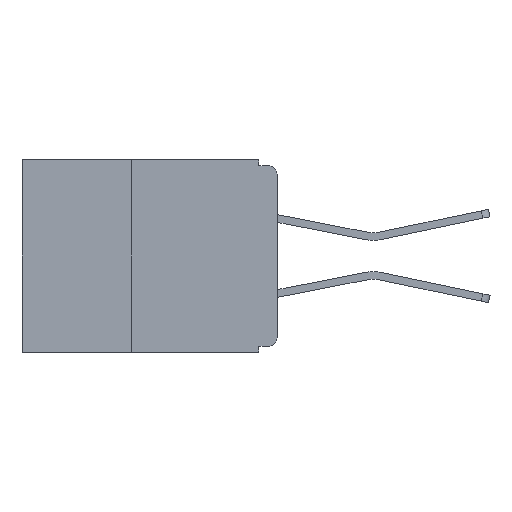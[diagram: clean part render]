
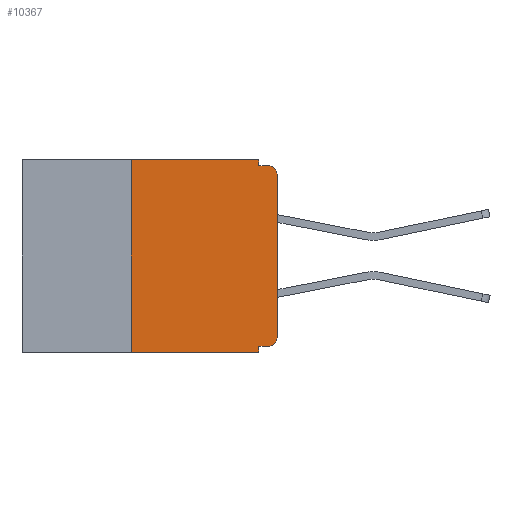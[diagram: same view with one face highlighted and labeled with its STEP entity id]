
A CAD part, left-side view. The second image highlights one B-rep face of the part: STEP entity #10367.
In plain terms, the highlighted planar face has unit normal (-1, 0, 0).
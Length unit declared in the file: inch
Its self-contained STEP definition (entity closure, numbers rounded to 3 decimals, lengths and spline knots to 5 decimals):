
#128 = PLANE ( 'NONE',  #8488 ) ;
#514 = CIRCLE ( 'NONE', #16213, 0.015 ) ;
#625 = CARTESIAN_POINT ( 'NONE',  ( 0., 0.031, -0.01 ) ) ;
#1247 = LINE ( 'NONE', #3813, #12346 ) ;
#1342 = VECTOR ( 'NONE', #6026, 39.37008 ) ;
#1429 = CARTESIAN_POINT ( 'NONE',  ( 0., 0.015, -0.32 ) ) ;
#1576 = DIRECTION ( 'NONE',  ( 1., 0., 0. ) ) ;
#1960 = LINE ( 'NONE', #12999, #13006 ) ;
#2010 = LINE ( 'NONE', #10041, #5437 ) ;
#2532 = DIRECTION ( 'NONE',  ( 0., -1., 0. ) ) ;
#2906 = CARTESIAN_POINT ( 'NONE',  ( 0., 0., -0.305 ) ) ;
#2937 = CARTESIAN_POINT ( 'NONE',  ( 0., 0., -0.32 ) ) ;
#3415 = EDGE_CURVE ( 'NONE', #8546, #10938, #14895, .T. ) ;
#3813 = CARTESIAN_POINT ( 'NONE',  ( 0., 0.031, -0.33 ) ) ;
#4327 = ORIENTED_EDGE ( 'NONE', *, *, #10363, .T. ) ;
#4360 = VERTEX_POINT ( 'NONE', #6255 ) ;
#4782 = LINE ( 'NONE', #16083, #1342 ) ;
#5437 = VECTOR ( 'NONE', #15828, 39.37008 ) ;
#5811 = CARTESIAN_POINT ( 'NONE',  ( 0., 0.015, -0.025 ) ) ;
#5838 = FACE_OUTER_BOUND ( 'NONE', #14627, .T. ) ;
#6026 = DIRECTION ( 'NONE',  ( 0., -1., 0. ) ) ;
#6255 = CARTESIAN_POINT ( 'NONE',  ( 0., 0.031, 0. ) ) ;
#6959 = AXIS2_PLACEMENT_3D ( 'NONE', #7599, #11944, #7119 ) ;
#7119 = DIRECTION ( 'NONE',  ( 0., 0., -1. ) ) ;
#7275 = DIRECTION ( 'NONE',  ( 0., 0., -1. ) ) ;
#7358 = VECTOR ( 'NONE', #14456, 39.37008 ) ;
#7590 = CARTESIAN_POINT ( 'NONE',  ( 0., 0.25, 0. ) ) ;
#7599 = CARTESIAN_POINT ( 'NONE',  ( 0., 0.015, -0.305 ) ) ;
#7766 = VERTEX_POINT ( 'NONE', #8744 ) ;
#7804 = LINE ( 'NONE', #2937, #7358 ) ;
#8071 = ORIENTED_EDGE ( 'NONE', *, *, #3415, .T. ) ;
#8234 = ORIENTED_EDGE ( 'NONE', *, *, #12866, .F. ) ;
#8488 = AXIS2_PLACEMENT_3D ( 'NONE', #10237, #1576, #11697 ) ;
#8546 = VERTEX_POINT ( 'NONE', #1429 ) ;
#8744 = CARTESIAN_POINT ( 'NONE',  ( 0., 0.25, -0.33 ) ) ;
#8894 = VERTEX_POINT ( 'NONE', #11124 ) ;
#9075 = EDGE_CURVE ( 'NONE', #4360, #13114, #2010, .T. ) ;
#9215 = VERTEX_POINT ( 'NONE', #13167 ) ;
#9333 = VECTOR ( 'NONE', #12750, 39.37008 ) ;
#9345 = VECTOR ( 'NONE', #2532, 39.37008 ) ;
#9522 = ORIENTED_EDGE ( 'NONE', *, *, #13411, .F. ) ;
#9561 = ORIENTED_EDGE ( 'NONE', *, *, #14400, .F. ) ;
#9609 = CARTESIAN_POINT ( 'NONE',  ( 0., 0.437, 0. ) ) ;
#10041 = CARTESIAN_POINT ( 'NONE',  ( 0., 0.031, 0. ) ) ;
#10237 = CARTESIAN_POINT ( 'NONE',  ( 0., 0.437, 0. ) ) ;
#10363 = EDGE_CURVE ( 'NONE', #10938, #13630, #1960, .T. ) ;
#10367 = ADVANCED_FACE ( 'NONE', ( #5838 ), #128, .F. ) ;
#10401 = CARTESIAN_POINT ( 'NONE',  ( 0., 0., -0.025 ) ) ;
#10724 = EDGE_CURVE ( 'NONE', #18435, #4360, #18615, .T. ) ;
#10938 = VERTEX_POINT ( 'NONE', #2906 ) ;
#10955 = DIRECTION ( 'NONE',  ( 0., 0., -1. ) ) ;
#10975 = VECTOR ( 'NONE', #18222, 39.37008 ) ;
#10979 = ORIENTED_EDGE ( 'NONE', *, *, #12833, .T. ) ;
#11124 = CARTESIAN_POINT ( 'NONE',  ( 0., 0.031, -0.33 ) ) ;
#11182 = CARTESIAN_POINT ( 'NONE',  ( 0., 0., -0.01 ) ) ;
#11316 = CARTESIAN_POINT ( 'NONE',  ( 0., 0.25, -0.33 ) ) ;
#11521 = ORIENTED_EDGE ( 'NONE', *, *, #9075, .F. ) ;
#11697 = DIRECTION ( 'NONE',  ( 0., 0., -1. ) ) ;
#11944 = DIRECTION ( 'NONE',  ( -1., 0., 0. ) ) ;
#12346 = VECTOR ( 'NONE', #10955, 39.37008 ) ;
#12750 = DIRECTION ( 'NONE',  ( 0., 0., 1. ) ) ;
#12833 = EDGE_CURVE ( 'NONE', #13630, #17096, #514, .T. ) ;
#12866 = EDGE_CURVE ( 'NONE', #8546, #9215, #7804, .T. ) ;
#12999 = CARTESIAN_POINT ( 'NONE',  ( 0., 0., 0. ) ) ;
#13006 = VECTOR ( 'NONE', #15982, 39.37008 ) ;
#13114 = VERTEX_POINT ( 'NONE', #625 ) ;
#13133 = LINE ( 'NONE', #11316, #9333 ) ;
#13145 = LINE ( 'NONE', #11182, #9345 ) ;
#13167 = CARTESIAN_POINT ( 'NONE',  ( 0., 0.031, -0.32 ) ) ;
#13411 = EDGE_CURVE ( 'NONE', #7766, #18435, #13133, .T. ) ;
#13571 = CARTESIAN_POINT ( 'NONE',  ( 0., 0.015, -0.01 ) ) ;
#13630 = VERTEX_POINT ( 'NONE', #10401 ) ;
#14400 = EDGE_CURVE ( 'NONE', #9215, #8894, #1247, .T. ) ;
#14456 = DIRECTION ( 'NONE',  ( 0., 1., 0. ) ) ;
#14627 = EDGE_LOOP ( 'NONE', ( #4327, #10979, #17788, #11521, #17030, #9522, #15235, #9561, #8234, #8071 ) ) ;
#14895 = CIRCLE ( 'NONE', #6959, 0.015 ) ;
#15235 = ORIENTED_EDGE ( 'NONE', *, *, #17777, .T. ) ;
#15828 = DIRECTION ( 'NONE',  ( 0., 0., -1. ) ) ;
#15856 = DIRECTION ( 'NONE',  ( -1., 0., 0. ) ) ;
#15982 = DIRECTION ( 'NONE',  ( 0., 0., 1. ) ) ;
#16083 = CARTESIAN_POINT ( 'NONE',  ( 0., 0.437, -0.33 ) ) ;
#16140 = EDGE_CURVE ( 'NONE', #13114, #17096, #13145, .T. ) ;
#16213 = AXIS2_PLACEMENT_3D ( 'NONE', #5811, #15856, #7275 ) ;
#17030 = ORIENTED_EDGE ( 'NONE', *, *, #10724, .F. ) ;
#17096 = VERTEX_POINT ( 'NONE', #13571 ) ;
#17777 = EDGE_CURVE ( 'NONE', #7766, #8894, #4782, .T. ) ;
#17788 = ORIENTED_EDGE ( 'NONE', *, *, #16140, .F. ) ;
#18222 = DIRECTION ( 'NONE',  ( 0., -1., 0. ) ) ;
#18435 = VERTEX_POINT ( 'NONE', #7590 ) ;
#18615 = LINE ( 'NONE', #9609, #10975 ) ;
